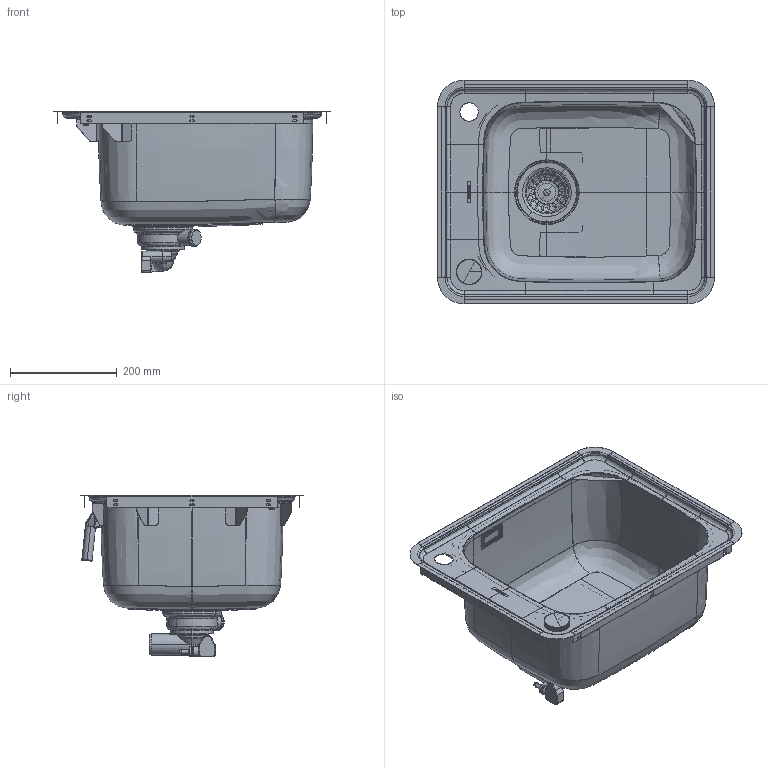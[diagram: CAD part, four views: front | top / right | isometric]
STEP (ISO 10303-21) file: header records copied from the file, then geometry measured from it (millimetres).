
FILE_DESCRIPTION(('CAx-IF Rec.Pracs.---Model Styling and Organization---1.2---2011-12-15','CAx-IF Rec.Pracs.---Geometric and Assembly Validation Properties---4.1---2014-06-16','CAx-IF Rec.Pracs.---PMI Polyline Presentation---2.0---2013-05-24'),'2;1');
FILE_NAME('1000132269_PPR_000.stp','2020-02-05T09:24:57+01:00',(''),(''),'STEP Interface 4.3 by CT CoreTechnologie','3D_Evolution4.3 by CT CoreTechnologie','');
FILE_SCHEMA(('AP203_CONFIGURATION_CONTROLLED_3D_DESIGN_OF_MECHANICAL_PARTS_AND_ASSEMBLIES_MIM_LF'));
Length unit declared in the file: millimetre
Products named in the file (11): P_2 S412-F340 1000132269_PPR_000_A2; P_1 Einzelbecken_Aufsatz_340_TZ 1000132046_PPR_000_A2; NEU_Becken_Einzelbecken_Aufsatz_340_TZ 1000118943_PPA_000_A5; NEU_Versteifungsdreieck_Spüle_TZ 1000118957_PPA_000_A4; Schalldaemmung_TZ_240x200 gebogen_TZ_Spü 1000128689_PPA_000_A0; NEU_Befestigungswinkel_320_Spüle_TZ 1000118956_PPA_000_A5; NEU_Befestigungswinkel_420_Spüle_TZ 1000129399_PPA_000_A3; Klebstoff_3M_Scotch-Weld_DP810 1000128668_PPA_000_A0; P_2 Ueberlauf zu Ablauf (EB) 1000127295_PPA_000_A0; P_2 Ablauf zu Spuele Exzenter (EB) 1000127296_PPA_000_A0; P_2 Drehknopf_ Excente_Select_Spuele ET 1000122448_PPA_000_A0
Assembly tree (13 placements, depth 3):
  P_2 S412-F340 1000132269_PPR_000_A2
    P_1 Einzelbecken_Aufsatz_340_TZ 1000132046_PPR_000_A2
      NEU_Becken_Einzelbecken_Aufsatz_340_TZ 1000118943_PPA_000_A5
      NEU_Versteifungsdreieck_Spüle_TZ 1000118957_PPA_000_A4  x2
      Schalldaemmung_TZ_240x200 gebogen_TZ_Spü 1000128689_PPA_000_A0
      NEU_Befestigungswinkel_320_Spüle_TZ 1000118956_PPA_000_A5  x2
      NEU_Befestigungswinkel_420_Spüle_TZ 1000129399_PPA_000_A3  x2
      Klebstoff_3M_Scotch-Weld_DP810 1000128668_PPA_000_A0
    P_2 Ueberlauf zu Ablauf (EB) 1000127295_PPA_000_A0
    P_2 Ablauf zu Spuele Exzenter (EB) 1000127296_PPA_000_A0
    P_2 Drehknopf_ Excente_Select_Spuele ET 1000122448_PPA_000_A0
Bounding box: 520 x 420 x 303.75 mm (x, y, z)
Volume: 511586.8 mm3; surface area: 1247315.6 mm2
Topology: 11 solids, 15 shells, 3642 faces, 10194 edges, 6529 vertices
Faces by surface type: bspline 1445, plane 1118, cylinder 1079
Entity records: 195513 total; most frequent: CARTESIAN_POINT 71251, ORIENTED_EDGE 19487, DIRECTION 17061, EDGE_CURVE 9747, VERTEX_POINT 6249, AXIS2_PLACEMENT_3D 5913, VECTOR 5235, LINE 5235
